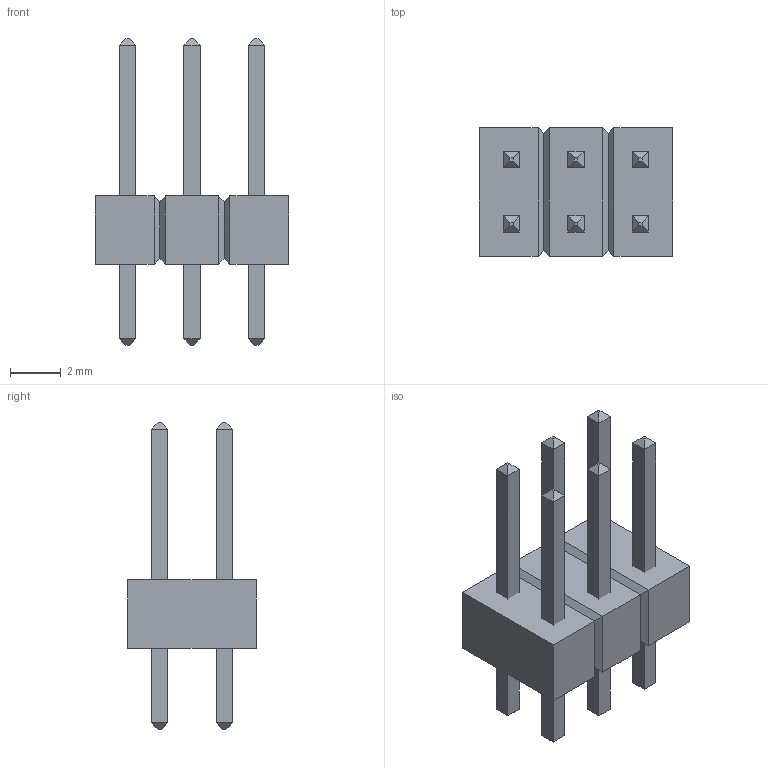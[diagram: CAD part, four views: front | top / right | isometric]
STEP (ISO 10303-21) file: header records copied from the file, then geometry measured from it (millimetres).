
FILE_DESCRIPTION(('HOOPS Exchange Step'),'2;1');
FILE_NAME('61300621121.stp','2023-09-15T07:16:51-07:00',('RBI'),('None'),'HOOPS Exchange 2022.2','SOLIDWORKS MBD','None');
FILE_SCHEMA( ('AP242_MANAGED_MODEL_BASED_3D_ENGINEERING_MIM_LF {1 0 10303 442 1 1 4 }') );
Length unit declared in the file: inch
Products named in the file (4): Body_1.stp-1.stp-1; LeadsArray_1.stp-1.stp-1; 61300621121.stp-1.stp-1; Default
Assembly tree (3 placements, depth 3):
  Default
    61300621121.stp-1.stp-1
      Body_1.stp-1.stp-1
      LeadsArray_1.stp-1.stp-1
Bounding box: 7.62 x 5.08 x 12.09 mm (x, y, z)
Volume: 131.6 mm3; surface area: 335.1 mm2
Topology: 7 solids, 7 shells, 114 faces, 228 edges, 128 vertices
Faces by surface type: plane 114
Entity records: 2927 total; most frequent: CARTESIAN_POINT 481, DIRECTION 476, ORIENTED_EDGE 456, VECTOR 228, LINE 228, EDGE_CURVE 228, VERTEX_POINT 128, AXIS2_PLACEMENT_3D 124
